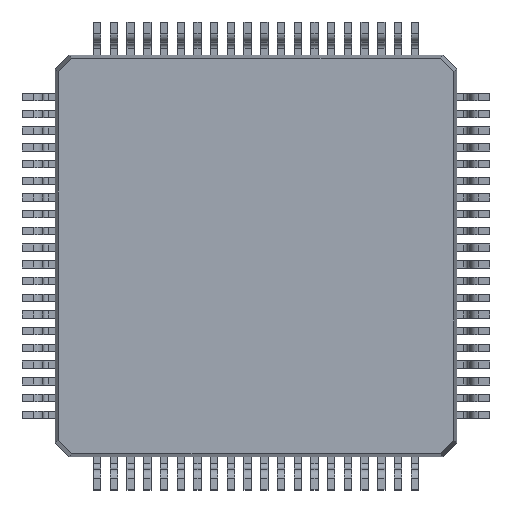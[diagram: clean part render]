
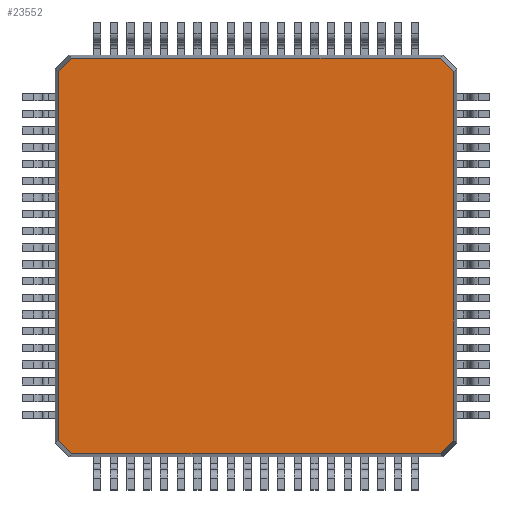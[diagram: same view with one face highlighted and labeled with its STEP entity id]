
A CAD part, front view. The second image highlights one B-rep face of the part: STEP entity #23552.
In plain terms, the highlighted planar face has unit normal (0, -1, 0).
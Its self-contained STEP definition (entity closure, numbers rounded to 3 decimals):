
#163 = DIRECTION ( 'NONE',  ( 0., 0., -1. ) ) ;
#564 = VERTEX_POINT ( 'NONE', #11233 ) ;
#1800 = ORIENTED_EDGE ( 'NONE', *, *, #17777, .T. ) ;
#2453 = ORIENTED_EDGE ( 'NONE', *, *, #39868, .T. ) ;
#2463 = VECTOR ( 'NONE', #39778, 1000. ) ;
#3996 = DIRECTION ( 'NONE',  ( 0.702, 0., 0.712 ) ) ;
#4403 = CARTESIAN_POINT ( 'NONE',  ( 5.511, -0.725, 5.918 ) ) ;
#4932 = VECTOR ( 'NONE', #40376, 1000. ) ;
#7056 = DIRECTION ( 'NONE',  ( 0., 0., -1. ) ) ;
#7092 = ORIENTED_EDGE ( 'NONE', *, *, #22598, .T. ) ;
#7955 = VERTEX_POINT ( 'NONE', #32621 ) ;
#8129 = LINE ( 'NONE', #4403, #4932 ) ;
#8822 = PLANE ( 'NONE',  #41430 ) ;
#9402 = VERTEX_POINT ( 'NONE', #32650 ) ;
#9428 = LINE ( 'NONE', #12081, #2463 ) ;
#9985 = VECTOR ( 'NONE', #25594, 1000. ) ;
#10527 = VERTEX_POINT ( 'NONE', #13027 ) ;
#11105 = EDGE_LOOP ( 'NONE', ( #2453, #12085, #26156, #1800, #49967, #33907, #7092, #20312 ) ) ;
#11233 = CARTESIAN_POINT ( 'NONE',  ( -5.516, -0.725, 5.919 ) ) ;
#11939 = EDGE_CURVE ( 'NONE', #26421, #10527, #43347, .T. ) ;
#12081 = CARTESIAN_POINT ( 'NONE',  ( -5.918, -0.725, 5.511 ) ) ;
#12085 = ORIENTED_EDGE ( 'NONE', *, *, #22381, .T. ) ;
#12912 = DIRECTION ( 'NONE',  ( 0., 1., 0. ) ) ;
#13027 = CARTESIAN_POINT ( 'NONE',  ( 5.919, -0.725, 5.516 ) ) ;
#14041 = CARTESIAN_POINT ( 'NONE',  ( 5.919, -0.725, -5.51 ) ) ;
#14921 = LINE ( 'NONE', #43345, #51714 ) ;
#16891 = CARTESIAN_POINT ( 'NONE',  ( 0., -0.725, 5.919 ) ) ;
#17777 = EDGE_CURVE ( 'NONE', #30146, #26421, #24975, .T. ) ;
#19259 = FACE_OUTER_BOUND ( 'NONE', #11105, .T. ) ;
#20312 = ORIENTED_EDGE ( 'NONE', *, *, #50138, .T. ) ;
#20787 = DIRECTION ( 'NONE',  ( 0., 0., 1. ) ) ;
#20884 = EDGE_CURVE ( 'NONE', #10527, #9402, #8129, .T. ) ;
#22274 = VERTEX_POINT ( 'NONE', #30789 ) ;
#22381 = EDGE_CURVE ( 'NONE', #32019, #22274, #22769, .T. ) ;
#22598 = EDGE_CURVE ( 'NONE', #9402, #564, #46779, .T. ) ;
#22769 = LINE ( 'NONE', #43302, #30382 ) ;
#23214 = EDGE_CURVE ( 'NONE', #22274, #30146, #45908, .T. ) ;
#23534 = DIRECTION ( 'NONE',  ( 0.712, 0., -0.702 ) ) ;
#23552 = ADVANCED_FACE ( 'NONE', ( #19259 ), #8822, .F. ) ;
#23850 = CARTESIAN_POINT ( 'NONE',  ( -5.919, -0.725, -5.516 ) ) ;
#24975 = LINE ( 'NONE', #47062, #37027 ) ;
#25594 = DIRECTION ( 'NONE',  ( -1., 0., 0. ) ) ;
#26156 = ORIENTED_EDGE ( 'NONE', *, *, #23214, .T. ) ;
#26421 = VERTEX_POINT ( 'NONE', #14041 ) ;
#30146 = VERTEX_POINT ( 'NONE', #44979 ) ;
#30382 = VECTOR ( 'NONE', #23534, 1000. ) ;
#30789 = CARTESIAN_POINT ( 'NONE',  ( -5.51, -0.725, -5.919 ) ) ;
#32019 = VERTEX_POINT ( 'NONE', #23850 ) ;
#32621 = CARTESIAN_POINT ( 'NONE',  ( -5.919, -0.725, 5.51 ) ) ;
#32650 = CARTESIAN_POINT ( 'NONE',  ( 5.51, -0.725, 5.919 ) ) ;
#33907 = ORIENTED_EDGE ( 'NONE', *, *, #20884, .T. ) ;
#36514 = CARTESIAN_POINT ( 'NONE',  ( 0., -0.725, 0. ) ) ;
#37027 = VECTOR ( 'NONE', #3996, 1000. ) ;
#39778 = DIRECTION ( 'NONE',  ( -0.702, 0., -0.712 ) ) ;
#39868 = EDGE_CURVE ( 'NONE', #7955, #32019, #14921, .T. ) ;
#40376 = DIRECTION ( 'NONE',  ( -0.712, 0., 0.702 ) ) ;
#41430 = AXIS2_PLACEMENT_3D ( 'NONE', #36514, #12912, #163 ) ;
#42661 = CARTESIAN_POINT ( 'NONE',  ( 0., -0.725, -5.919 ) ) ;
#43302 = CARTESIAN_POINT ( 'NONE',  ( -5.511, -0.725, -5.918 ) ) ;
#43345 = CARTESIAN_POINT ( 'NONE',  ( -5.919, -0.725, 0. ) ) ;
#43347 = LINE ( 'NONE', #52512, #52298 ) ;
#44979 = CARTESIAN_POINT ( 'NONE',  ( 5.516, -0.725, -5.919 ) ) ;
#45908 = LINE ( 'NONE', #42661, #49130 ) ;
#46779 = LINE ( 'NONE', #16891, #9985 ) ;
#47062 = CARTESIAN_POINT ( 'NONE',  ( 5.918, -0.725, -5.511 ) ) ;
#49130 = VECTOR ( 'NONE', #50160, 1000. ) ;
#49967 = ORIENTED_EDGE ( 'NONE', *, *, #11939, .T. ) ;
#50138 = EDGE_CURVE ( 'NONE', #564, #7955, #9428, .T. ) ;
#50160 = DIRECTION ( 'NONE',  ( 1., 0., 0. ) ) ;
#51714 = VECTOR ( 'NONE', #7056, 1000. ) ;
#52298 = VECTOR ( 'NONE', #20787, 1000. ) ;
#52512 = CARTESIAN_POINT ( 'NONE',  ( 5.919, -0.725, 0. ) ) ;
